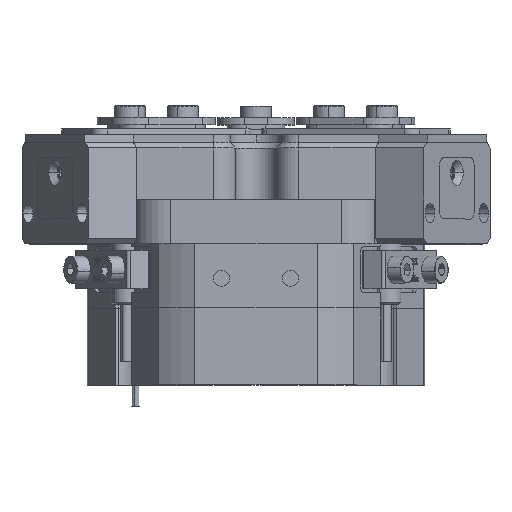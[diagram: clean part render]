
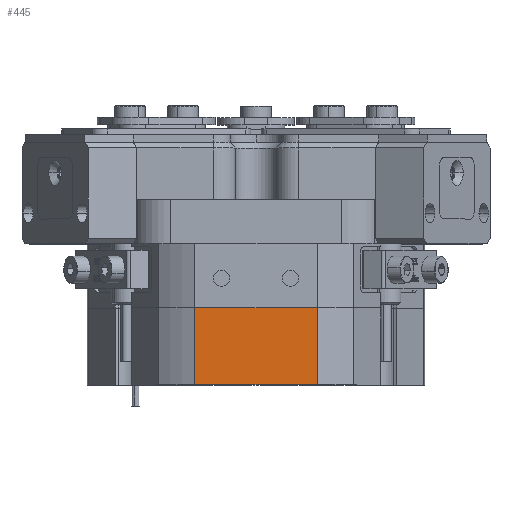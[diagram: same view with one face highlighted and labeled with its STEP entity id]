
A CAD part, top view. The second image highlights one B-rep face of the part: STEP entity #445.
In plain terms, the highlighted planar face has unit normal (0, 0, 1).
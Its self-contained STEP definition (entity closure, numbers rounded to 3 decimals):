
#445 = ADVANCED_FACE ( 'NONE', ( #42231 ), #21784, .T. ) ;
#1334 = DIRECTION ( 'NONE',  ( 0., -1., 0. ) ) ;
#2224 = VERTEX_POINT ( 'NONE', #59102 ) ;
#5987 = EDGE_LOOP ( 'NONE', ( #39552, #40767, #36861, #40522 ) ) ;
#11386 = VERTEX_POINT ( 'NONE', #47770 ) ;
#11986 = DIRECTION ( 'NONE',  ( 1., 0., 0. ) ) ;
#18833 = CARTESIAN_POINT ( 'NONE',  ( -71.014, 20.1, 41. ) ) ;
#20504 = EDGE_CURVE ( 'NONE', #11386, #2224, #24587, .T. ) ;
#21784 = PLANE ( 'NONE',  #35226 ) ;
#22511 = EDGE_CURVE ( 'NONE', #2224, #51315, #26679, .T. ) ;
#23046 = VECTOR ( 'NONE', #1334, 1000. ) ;
#24587 = LINE ( 'NONE', #57129, #23046 ) ;
#26679 = LINE ( 'NONE', #52963, #63598 ) ;
#26765 = LINE ( 'NONE', #57900, #38566 ) ;
#27846 = DIRECTION ( 'NONE',  ( 0., 1., 0. ) ) ;
#34623 = CARTESIAN_POINT ( 'NONE',  ( 15.969, 0., 41. ) ) ;
#35078 = EDGE_CURVE ( 'NONE', #11386, #54417, #51780, .T. ) ;
#35226 = AXIS2_PLACEMENT_3D ( 'NONE', #61704, #57501, #42410 ) ;
#36861 = ORIENTED_EDGE ( 'NONE', *, *, #42319, .T. ) ;
#38454 = VECTOR ( 'NONE', #48471, 1000. ) ;
#38566 = VECTOR ( 'NONE', #27846, 1000. ) ;
#39552 = ORIENTED_EDGE ( 'NONE', *, *, #20504, .T. ) ;
#40522 = ORIENTED_EDGE ( 'NONE', *, *, #35078, .F. ) ;
#40767 = ORIENTED_EDGE ( 'NONE', *, *, #22511, .T. ) ;
#42231 = FACE_OUTER_BOUND ( 'NONE', #5987, .T. ) ;
#42319 = EDGE_CURVE ( 'NONE', #51315, #54417, #26765, .T. ) ;
#42410 = DIRECTION ( 'NONE',  ( 1., 0., 0. ) ) ;
#47770 = CARTESIAN_POINT ( 'NONE',  ( -15.969, 20.1, 41. ) ) ;
#48471 = DIRECTION ( 'NONE',  ( 1., 0., 0. ) ) ;
#51315 = VERTEX_POINT ( 'NONE', #34623 ) ;
#51780 = LINE ( 'NONE', #18833, #38454 ) ;
#52963 = CARTESIAN_POINT ( 'NONE',  ( 0., 0., 41. ) ) ;
#54417 = VERTEX_POINT ( 'NONE', #64060 ) ;
#57129 = CARTESIAN_POINT ( 'NONE',  ( -15.969, 20.1, 41. ) ) ;
#57501 = DIRECTION ( 'NONE',  ( 0., 0., 1. ) ) ;
#57900 = CARTESIAN_POINT ( 'NONE',  ( 15.969, 20.1, 41. ) ) ;
#59102 = CARTESIAN_POINT ( 'NONE',  ( -15.969, 0., 41. ) ) ;
#61704 = CARTESIAN_POINT ( 'NONE',  ( -71.014, 0., 41. ) ) ;
#63598 = VECTOR ( 'NONE', #11986, 1000. ) ;
#64060 = CARTESIAN_POINT ( 'NONE',  ( 15.969, 20.1, 41. ) ) ;
